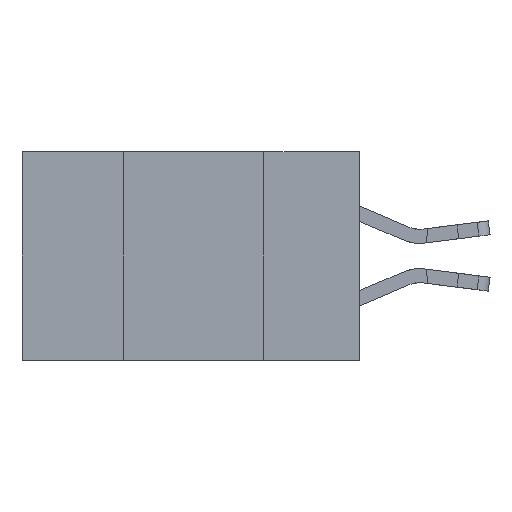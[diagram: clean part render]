
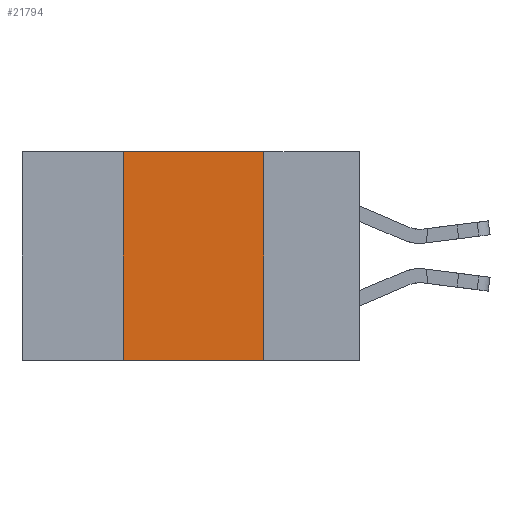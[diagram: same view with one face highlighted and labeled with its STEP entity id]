
A CAD part, left-side view. The second image highlights one B-rep face of the part: STEP entity #21794.
In plain terms, the highlighted planar face has unit normal (-1, 0, 0).
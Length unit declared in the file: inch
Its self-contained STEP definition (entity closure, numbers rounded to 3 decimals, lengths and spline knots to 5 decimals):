
#235 = ORIENTED_EDGE ( 'NONE', *, *, #9474, .F. ) ;
#1147 = ORIENTED_EDGE ( 'NONE', *, *, #5847, .F. ) ;
#1698 = DIRECTION ( 'NONE',  ( 0., 0., -1. ) ) ;
#1814 = ORIENTED_EDGE ( 'NONE', *, *, #3446, .T. ) ;
#2539 = DIRECTION ( 'NONE',  ( 0., 0., 1. ) ) ;
#2886 = LINE ( 'NONE', #6703, #21028 ) ;
#3446 = EDGE_CURVE ( 'NONE', #13807, #12176, #9753, .T. ) ;
#3951 = CARTESIAN_POINT ( 'NONE',  ( 0., 0.42, 0. ) ) ;
#4322 = CARTESIAN_POINT ( 'NONE',  ( 0., 0.42, 0. ) ) ;
#5847 = EDGE_CURVE ( 'NONE', #7376, #14908, #2886, .T. ) ;
#6703 = CARTESIAN_POINT ( 'NONE',  ( 0., 0.6, 0. ) ) ;
#7376 = VERTEX_POINT ( 'NONE', #3951 ) ;
#8486 = DIRECTION ( 'NONE',  ( 0., -1., 0. ) ) ;
#8529 = CARTESIAN_POINT ( 'NONE',  ( 0., 0.6, 0. ) ) ;
#9474 = EDGE_CURVE ( 'NONE', #14908, #12176, #14814, .T. ) ;
#9753 = LINE ( 'NONE', #21060, #22426 ) ;
#10358 = AXIS2_PLACEMENT_3D ( 'NONE', #8529, #20674, #10371 ) ;
#10371 = DIRECTION ( 'NONE',  ( 0., 0., -1. ) ) ;
#12176 = VERTEX_POINT ( 'NONE', #16440 ) ;
#13376 = FACE_OUTER_BOUND ( 'NONE', #17754, .T. ) ;
#13513 = EDGE_CURVE ( 'NONE', #13807, #7376, #19264, .T. ) ;
#13807 = VERTEX_POINT ( 'NONE', #18354 ) ;
#13830 = PLANE ( 'NONE',  #10358 ) ;
#14321 = CARTESIAN_POINT ( 'NONE',  ( 0., 0.17, 0. ) ) ;
#14743 = VECTOR ( 'NONE', #2539, 39.37008 ) ;
#14814 = LINE ( 'NONE', #14321, #18793 ) ;
#14908 = VERTEX_POINT ( 'NONE', #18009 ) ;
#16440 = CARTESIAN_POINT ( 'NONE',  ( 0., 0.17, -0.37 ) ) ;
#17714 = ORIENTED_EDGE ( 'NONE', *, *, #13513, .F. ) ;
#17754 = EDGE_LOOP ( 'NONE', ( #235, #1147, #17714, #1814 ) ) ;
#18009 = CARTESIAN_POINT ( 'NONE',  ( 0., 0.17, 0. ) ) ;
#18354 = CARTESIAN_POINT ( 'NONE',  ( 0., 0.42, -0.37 ) ) ;
#18793 = VECTOR ( 'NONE', #1698, 39.37008 ) ;
#19264 = LINE ( 'NONE', #4322, #14743 ) ;
#20674 = DIRECTION ( 'NONE',  ( 1., 0., 0. ) ) ;
#21028 = VECTOR ( 'NONE', #8486, 39.37008 ) ;
#21060 = CARTESIAN_POINT ( 'NONE',  ( 0., 0.6, -0.37 ) ) ;
#21794 = ADVANCED_FACE ( 'NONE', ( #13376 ), #13830, .F. ) ;
#22426 = VECTOR ( 'NONE', #22764, 39.37008 ) ;
#22764 = DIRECTION ( 'NONE',  ( 0., -1., 0. ) ) ;
